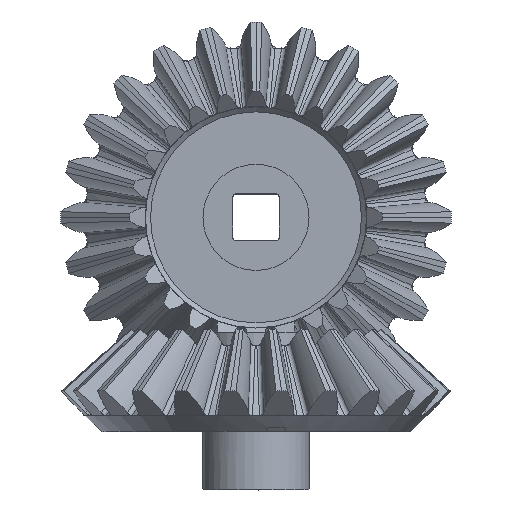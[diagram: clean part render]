
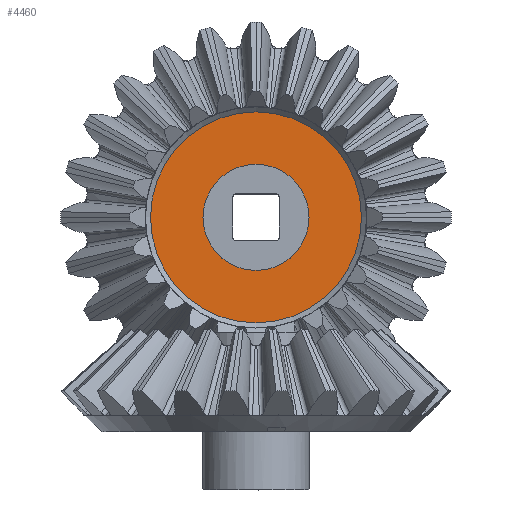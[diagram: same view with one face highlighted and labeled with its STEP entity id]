
A CAD part, top view. The second image highlights one B-rep face of the part: STEP entity #4460.
In plain terms, the highlighted face is planar.
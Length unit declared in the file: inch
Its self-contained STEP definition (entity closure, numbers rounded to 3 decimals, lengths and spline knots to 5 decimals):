
#23=FACE_BOUND('',#1151,.T.);
#866=FACE_OUTER_BOUND('',#1150,.T.);
#1150=EDGE_LOOP('',(#3338,#3339));
#1151=EDGE_LOOP('',(#3340,#3341));
#1421=CIRCLE('',#4836,0.28575);
#1422=CIRCLE('',#4837,0.28575);
#1423=CIRCLE('',#4839,0.1437);
#1424=CIRCLE('',#4840,0.1437);
#1914=VERTEX_POINT('',#7598);
#1915=VERTEX_POINT('',#7599);
#1916=VERTEX_POINT('',#7604);
#1917=VERTEX_POINT('',#7605);
#2440=EDGE_CURVE('',#1914,#1915,#1421,.T.);
#2441=EDGE_CURVE('',#1915,#1914,#1422,.T.);
#2443=EDGE_CURVE('',#1916,#1917,#1423,.T.);
#2444=EDGE_CURVE('',#1917,#1916,#1424,.T.);
#3338=ORIENTED_EDGE('',*,*,#2440,.T.);
#3339=ORIENTED_EDGE('',*,*,#2441,.T.);
#3340=ORIENTED_EDGE('',*,*,#2443,.T.);
#3341=ORIENTED_EDGE('',*,*,#2444,.T.);
#4338=PLANE('',#4841);
#4460=ADVANCED_FACE('',(#866,#23),#4338,.T.);
#4836=AXIS2_PLACEMENT_3D('',#7600,#5367,#5368);
#4837=AXIS2_PLACEMENT_3D('',#7601,#5369,#5370);
#4839=AXIS2_PLACEMENT_3D('',#7606,#5374,#5375);
#4840=AXIS2_PLACEMENT_3D('',#7607,#5376,#5377);
#4841=AXIS2_PLACEMENT_3D('',#7609,#5379,#5380);
#5367=DIRECTION('center_axis',(0.,0.,-1.));
#5368=DIRECTION('ref_axis',(0.,1.,0.));
#5369=DIRECTION('center_axis',(0.,0.,-1.));
#5370=DIRECTION('ref_axis',(0.,1.,0.));
#5374=DIRECTION('center_axis',(0.,0.,
1.));
#5375=DIRECTION('ref_axis',(1.,0.,0.));
#5376=DIRECTION('center_axis',(0.,0.,
1.));
#5377=DIRECTION('ref_axis',(1.,0.,0.));
#5379=DIRECTION('center_axis',(0.,0.,-1.));
#5380=DIRECTION('ref_axis',(-1.,0.,0.));
#7598=CARTESIAN_POINT('',(0.28575,0.,-0.13931));
#7599=CARTESIAN_POINT('',(0.,-0.28575,-0.13931));
#7600=CARTESIAN_POINT('Origin',(0.,0.,-0.13931));
#7601=CARTESIAN_POINT('Origin',(0.,0.,-0.13931));
#7604=CARTESIAN_POINT('',(0.,0.1437,-0.13931));
#7605=CARTESIAN_POINT('',(-0.1437,0.,-0.13931));
#7606=CARTESIAN_POINT('Origin',(0.,0.,
-0.13931));
#7607=CARTESIAN_POINT('Origin',(0.,0.,
-0.13931));
#7609=CARTESIAN_POINT('Origin',(0.,0.,-0.13931));
